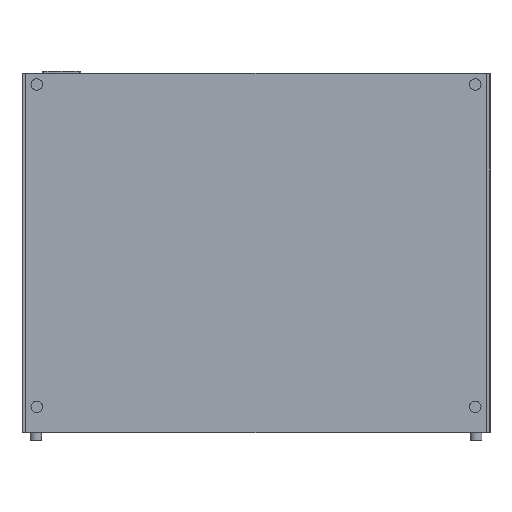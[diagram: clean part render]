
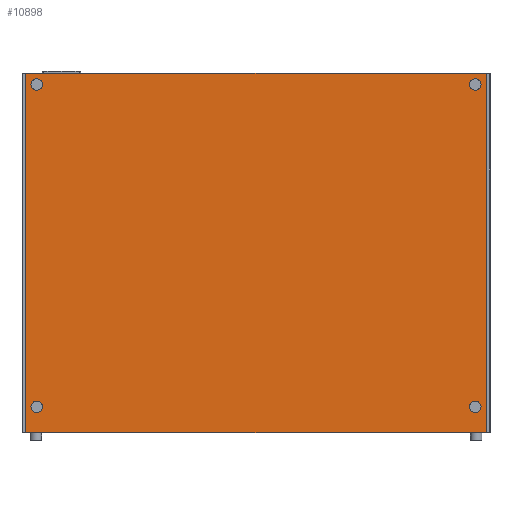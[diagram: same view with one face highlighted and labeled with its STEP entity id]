
A CAD part, front view. The second image highlights one B-rep face of the part: STEP entity #10898.
In plain terms, the highlighted planar face has unit normal (0, -1, 0).
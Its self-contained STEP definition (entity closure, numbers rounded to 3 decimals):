
#220=PLANE('',#11660);
#766=FACE_OUTER_BOUND('',#1432,.T.);
#1432=EDGE_LOOP('',(#7931,#7932,#7933,#7934));
#2191=LINE('',#15981,#3507);
#2195=LINE('',#15988,#3511);
#2198=LINE('',#15994,#3514);
#2199=LINE('',#15996,#3515);
#3507=VECTOR('',#12823,10.);
#3511=VECTOR('',#12829,10.);
#3514=VECTOR('',#12834,10.);
#3515=VECTOR('',#12837,10.);
#5055=VERTEX_POINT('',#15978);
#5056=VERTEX_POINT('',#15980);
#5058=VERTEX_POINT('',#15986);
#5060=VERTEX_POINT('',#15992);
#6161=EDGE_CURVE('',#5055,#5056,#2191,.T.);
#6165=EDGE_CURVE('',#5058,#5055,#2195,.T.);
#6168=EDGE_CURVE('',#5060,#5058,#2198,.T.);
#6169=EDGE_CURVE('',#5056,#5060,#2199,.T.);
#7931=ORIENTED_EDGE('',*,*,#6169,.F.);
#7932=ORIENTED_EDGE('',*,*,#6161,.F.);
#7933=ORIENTED_EDGE('',*,*,#6165,.F.);
#7934=ORIENTED_EDGE('',*,*,#6168,.F.);
#10898=ADVANCED_FACE('',(#766),#220,.F.);
#11660=AXIS2_PLACEMENT_3D('',#15999,#12841,#12842);
#12823=DIRECTION('',(0.,0.,-1.));
#12829=DIRECTION('',(1.,0.,0.));
#12834=DIRECTION('',(0.,0.,1.));
#12837=DIRECTION('',(-1.,0.,0.));
#12841=DIRECTION('center_axis',(0.,1.,0.));
#12842=DIRECTION('ref_axis',(0.,0.,1.));
#15978=CARTESIAN_POINT('',(500.,0.,390.));
#15980=CARTESIAN_POINT('',(500.,0.,-390.));
#15981=CARTESIAN_POINT('',(500.,0.,390.));
#15986=CARTESIAN_POINT('',(-500.,0.,390.));
#15988=CARTESIAN_POINT('',(-500.,0.,390.));
#15992=CARTESIAN_POINT('',(-500.,0.,-390.));
#15994=CARTESIAN_POINT('',(-500.,0.,-390.));
#15996=CARTESIAN_POINT('',(500.,0.,-390.));
#15999=CARTESIAN_POINT('Origin',(0.,0.,0.));
